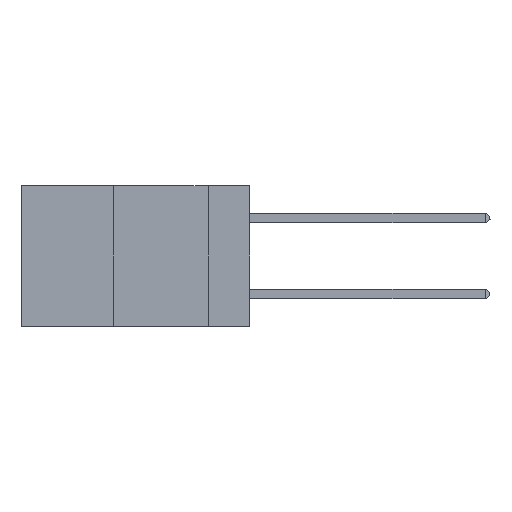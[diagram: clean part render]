
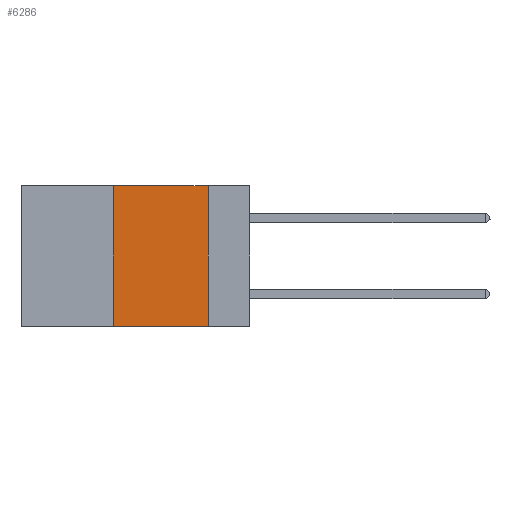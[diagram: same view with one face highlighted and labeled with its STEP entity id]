
A CAD part, left-side view. The second image highlights one B-rep face of the part: STEP entity #6286.
In plain terms, the highlighted planar face has unit normal (-1, 0, 0).
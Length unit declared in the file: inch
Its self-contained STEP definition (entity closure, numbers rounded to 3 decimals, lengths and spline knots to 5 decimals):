
#101 = ORIENTED_EDGE ( 'NONE', *, *, #3692, .F. ) ;
#232 = EDGE_CURVE ( 'NONE', #7081, #18747, #5709, .T. ) ;
#311 = VECTOR ( 'NONE', #12066, 39.37008 ) ;
#593 = DIRECTION ( 'NONE',  ( 0., 0., -1. ) ) ;
#1396 = ORIENTED_EDGE ( 'NONE', *, *, #10972, .T. ) ;
#1416 = DIRECTION ( 'NONE',  ( 0., 0., -1. ) ) ;
#2585 = CARTESIAN_POINT ( 'NONE',  ( 0., 0.11, -0.37 ) ) ;
#3463 = EDGE_CURVE ( 'NONE', #18747, #15512, #15139, .T. ) ;
#3621 = FACE_OUTER_BOUND ( 'NONE', #19435, .T. ) ;
#3692 = EDGE_CURVE ( 'NONE', #19543, #7081, #11787, .T. ) ;
#3840 = CARTESIAN_POINT ( 'NONE',  ( 0., 0.6, -0.37 ) ) ;
#5230 = CARTESIAN_POINT ( 'NONE',  ( 0., 0.6, 0. ) ) ;
#5709 = LINE ( 'NONE', #11973, #311 ) ;
#6267 = CARTESIAN_POINT ( 'NONE',  ( 0., 0.36, 0. ) ) ;
#6286 = ADVANCED_FACE ( 'NONE', ( #3621 ), #9770, .F. ) ;
#6638 = DIRECTION ( 'NONE',  ( 1., 0., 0. ) ) ;
#6957 = CARTESIAN_POINT ( 'NONE',  ( 0., 0.36, 0. ) ) ;
#7081 = VERTEX_POINT ( 'NONE', #6267 ) ;
#7153 = DIRECTION ( 'NONE',  ( 0., 0., 1. ) ) ;
#8110 = CARTESIAN_POINT ( 'NONE',  ( 0., 0.11, 0. ) ) ;
#8679 = DIRECTION ( 'NONE',  ( 0., -1., 0. ) ) ;
#8897 = AXIS2_PLACEMENT_3D ( 'NONE', #5230, #6638, #593 ) ;
#9467 = VECTOR ( 'NONE', #1416, 39.37008 ) ;
#9747 = CARTESIAN_POINT ( 'NONE',  ( 0., 0.36, -0.37 ) ) ;
#9770 = PLANE ( 'NONE',  #8897 ) ;
#10753 = ORIENTED_EDGE ( 'NONE', *, *, #3463, .F. ) ;
#10972 = EDGE_CURVE ( 'NONE', #19543, #15512, #11510, .T. ) ;
#11510 = LINE ( 'NONE', #3840, #18651 ) ;
#11787 = LINE ( 'NONE', #6957, #18412 ) ;
#11973 = CARTESIAN_POINT ( 'NONE',  ( 0., 0.6, 0. ) ) ;
#12066 = DIRECTION ( 'NONE',  ( 0., -1., 0. ) ) ;
#13631 = CARTESIAN_POINT ( 'NONE',  ( 0., 0.11, 0. ) ) ;
#15139 = LINE ( 'NONE', #13631, #9467 ) ;
#15512 = VERTEX_POINT ( 'NONE', #2585 ) ;
#16486 = ORIENTED_EDGE ( 'NONE', *, *, #232, .F. ) ;
#18412 = VECTOR ( 'NONE', #7153, 39.37008 ) ;
#18651 = VECTOR ( 'NONE', #8679, 39.37008 ) ;
#18747 = VERTEX_POINT ( 'NONE', #8110 ) ;
#19435 = EDGE_LOOP ( 'NONE', ( #10753, #16486, #101, #1396 ) ) ;
#19543 = VERTEX_POINT ( 'NONE', #9747 ) ;
